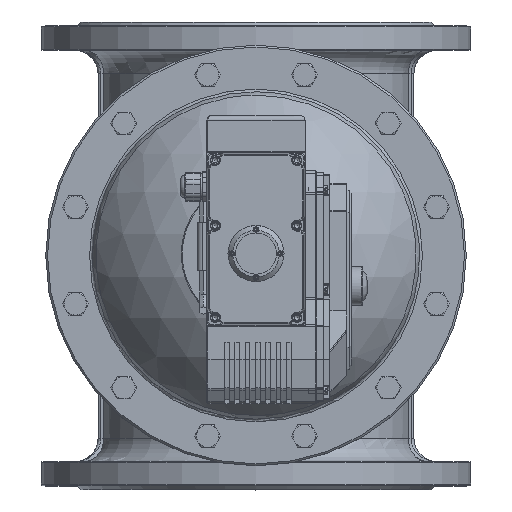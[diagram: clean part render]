
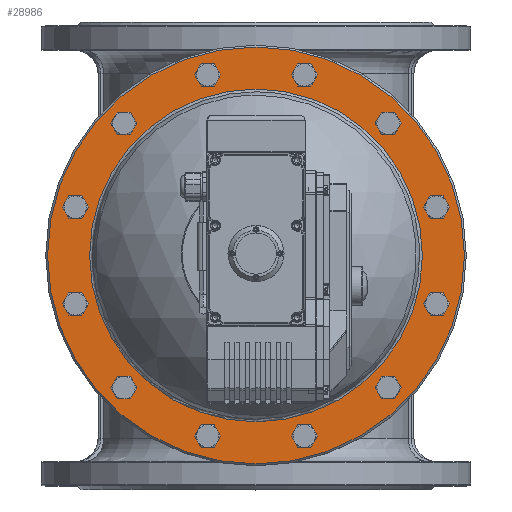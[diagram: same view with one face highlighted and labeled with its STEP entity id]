
A CAD part, top view. The second image highlights one B-rep face of the part: STEP entity #28986.
In plain terms, the highlighted face is planar.
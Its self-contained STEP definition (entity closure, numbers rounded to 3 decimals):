
#6165=FACE_BOUND('',#9094,.T.);
#6166=FACE_BOUND('',#9095,.T.);
#6167=FACE_BOUND('',#9096,.T.);
#6168=FACE_BOUND('',#9097,.T.);
#6169=FACE_BOUND('',#9098,.T.);
#6170=FACE_BOUND('',#9099,.T.);
#6171=FACE_BOUND('',#9100,.T.);
#6172=FACE_BOUND('',#9101,.T.);
#6173=FACE_BOUND('',#9102,.T.);
#6174=FACE_BOUND('',#9103,.T.);
#6175=FACE_BOUND('',#9104,.T.);
#6176=FACE_BOUND('',#9105,.T.);
#6177=FACE_BOUND('',#9106,.T.);
#7448=FACE_OUTER_BOUND('',#9093,.T.);
#9093=EDGE_LOOP('',(#23723));
#9094=EDGE_LOOP('',(#23724));
#9095=EDGE_LOOP('',(#23725));
#9096=EDGE_LOOP('',(#23726));
#9097=EDGE_LOOP('',(#23727));
#9098=EDGE_LOOP('',(#23728));
#9099=EDGE_LOOP('',(#23729));
#9100=EDGE_LOOP('',(#23730));
#9101=EDGE_LOOP('',(#23731));
#9102=EDGE_LOOP('',(#23732));
#9103=EDGE_LOOP('',(#23733));
#9104=EDGE_LOOP('',(#23734));
#9105=EDGE_LOOP('',(#23735));
#9106=EDGE_LOOP('',(#23736));
#10520=CIRCLE('',#31700,178.);
#10522=CIRCLE('',#31703,223.);
#10523=CIRCLE('',#31704,10.);
#10524=CIRCLE('',#31705,10.);
#10525=CIRCLE('',#31706,10.);
#10526=CIRCLE('',#31707,10.);
#10527=CIRCLE('',#31708,10.);
#10528=CIRCLE('',#31709,10.);
#10529=CIRCLE('',#31710,10.);
#10530=CIRCLE('',#31711,10.);
#10531=CIRCLE('',#31712,10.);
#10532=CIRCLE('',#31713,10.);
#10533=CIRCLE('',#31714,10.);
#10534=CIRCLE('',#31715,10.);
#12923=VERTEX_POINT('',#51456);
#12924=VERTEX_POINT('',#51460);
#12925=VERTEX_POINT('',#51462);
#12926=VERTEX_POINT('',#51464);
#12927=VERTEX_POINT('',#51466);
#12928=VERTEX_POINT('',#51468);
#12929=VERTEX_POINT('',#51470);
#12930=VERTEX_POINT('',#51472);
#12931=VERTEX_POINT('',#51474);
#12932=VERTEX_POINT('',#51476);
#12933=VERTEX_POINT('',#51478);
#12934=VERTEX_POINT('',#51480);
#12935=VERTEX_POINT('',#51482);
#12936=VERTEX_POINT('',#51484);
#16614=EDGE_CURVE('',#12923,#12923,#10520,.T.);
#16616=EDGE_CURVE('',#12924,#12924,#10522,.T.);
#16617=EDGE_CURVE('',#12925,#12925,#10523,.T.);
#16618=EDGE_CURVE('',#12926,#12926,#10524,.T.);
#16619=EDGE_CURVE('',#12927,#12927,#10525,.T.);
#16620=EDGE_CURVE('',#12928,#12928,#10526,.T.);
#16621=EDGE_CURVE('',#12929,#12929,#10527,.T.);
#16622=EDGE_CURVE('',#12930,#12930,#10528,.T.);
#16623=EDGE_CURVE('',#12931,#12931,#10529,.T.);
#16624=EDGE_CURVE('',#12932,#12932,#10530,.T.);
#16625=EDGE_CURVE('',#12933,#12933,#10531,.T.);
#16626=EDGE_CURVE('',#12934,#12934,#10532,.T.);
#16627=EDGE_CURVE('',#12935,#12935,#10533,.T.);
#16628=EDGE_CURVE('',#12936,#12936,#10534,.T.);
#23723=ORIENTED_EDGE('',*,*,#16616,.F.);
#23724=ORIENTED_EDGE('',*,*,#16617,.T.);
#23725=ORIENTED_EDGE('',*,*,#16618,.T.);
#23726=ORIENTED_EDGE('',*,*,#16619,.T.);
#23727=ORIENTED_EDGE('',*,*,#16620,.T.);
#23728=ORIENTED_EDGE('',*,*,#16621,.T.);
#23729=ORIENTED_EDGE('',*,*,#16622,.T.);
#23730=ORIENTED_EDGE('',*,*,#16623,.T.);
#23731=ORIENTED_EDGE('',*,*,#16624,.T.);
#23732=ORIENTED_EDGE('',*,*,#16625,.T.);
#23733=ORIENTED_EDGE('',*,*,#16626,.T.);
#23734=ORIENTED_EDGE('',*,*,#16627,.T.);
#23735=ORIENTED_EDGE('',*,*,#16628,.T.);
#23736=ORIENTED_EDGE('',*,*,#16614,.F.);
#26266=PLANE('',#31702);
#28986=ADVANCED_FACE('',(#7448,#6165,#6166,#6167,#6168,#6169,#6170,#6171,
#6172,#6173,#6174,#6175,#6176,#6177),#26266,.T.);
#31700=AXIS2_PLACEMENT_3D('',#51457,#38478,#38479);
#31702=AXIS2_PLACEMENT_3D('',#51459,#38482,#38483);
#31703=AXIS2_PLACEMENT_3D('',#51461,#38484,#38485);
#31704=AXIS2_PLACEMENT_3D('',#51463,#38486,#38487);
#31705=AXIS2_PLACEMENT_3D('',#51465,#38488,#38489);
#31706=AXIS2_PLACEMENT_3D('',#51467,#38490,#38491);
#31707=AXIS2_PLACEMENT_3D('',#51469,#38492,#38493);
#31708=AXIS2_PLACEMENT_3D('',#51471,#38494,#38495);
#31709=AXIS2_PLACEMENT_3D('',#51473,#38496,#38497);
#31710=AXIS2_PLACEMENT_3D('',#51475,#38498,#38499);
#31711=AXIS2_PLACEMENT_3D('',#51477,#38500,#38501);
#31712=AXIS2_PLACEMENT_3D('',#51479,#38502,#38503);
#31713=AXIS2_PLACEMENT_3D('',#51481,#38504,#38505);
#31714=AXIS2_PLACEMENT_3D('',#51483,#38506,#38507);
#31715=AXIS2_PLACEMENT_3D('',#51485,#38508,#38509);
#38478=DIRECTION('center_axis',(0.,1.,0.));
#38479=DIRECTION('ref_axis',(0.,0.,
-1.));
#38482=DIRECTION('center_axis',(0.,1.,0.));
#38483=DIRECTION('ref_axis',(0.,0.,1.));
#38484=DIRECTION('center_axis',(0.,-1.,0.));
#38485=DIRECTION('ref_axis',(-1.,0.,0.));
#38486=DIRECTION('center_axis',(0.,-1.,0.));
#38487=DIRECTION('ref_axis',(-1.,0.,0.));
#38488=DIRECTION('center_axis',(0.,-1.,0.));
#38489=DIRECTION('ref_axis',(-1.,0.,0.));
#38490=DIRECTION('center_axis',(0.,-1.,0.));
#38491=DIRECTION('ref_axis',(-1.,0.,0.));
#38492=DIRECTION('center_axis',(0.,-1.,0.));
#38493=DIRECTION('ref_axis',(-1.,0.,0.));
#38494=DIRECTION('center_axis',(0.,-1.,0.));
#38495=DIRECTION('ref_axis',(-1.,0.,0.));
#38496=DIRECTION('center_axis',(0.,-1.,0.));
#38497=DIRECTION('ref_axis',(-1.,0.,0.));
#38498=DIRECTION('center_axis',(0.,-1.,0.));
#38499=DIRECTION('ref_axis',(-1.,0.,0.));
#38500=DIRECTION('center_axis',(0.,-1.,0.));
#38501=DIRECTION('ref_axis',(-1.,0.,0.));
#38502=DIRECTION('center_axis',(0.,-1.,0.));
#38503=DIRECTION('ref_axis',(-1.,0.,0.));
#38504=DIRECTION('center_axis',(0.,-1.,0.));
#38505=DIRECTION('ref_axis',(-1.,0.,0.));
#38506=DIRECTION('center_axis',(0.,-1.,0.));
#38507=DIRECTION('ref_axis',(-1.,0.,0.));
#38508=DIRECTION('center_axis',(0.,-1.,0.));
#38509=DIRECTION('ref_axis',(-1.,0.,0.));
#51456=CARTESIAN_POINT('',(0.,325.5,428.));
#51457=CARTESIAN_POINT('Origin',(0.,325.5,250.));
#51459=CARTESIAN_POINT('Origin',(0.,325.5,250.));
#51460=CARTESIAN_POINT('',(223.,325.5,250.));
#51461=CARTESIAN_POINT('Origin',(0.,325.5,250.));
#51462=CARTESIAN_POINT('',(-131.421,325.5,108.579));
#51463=CARTESIAN_POINT('Origin',(-141.421,325.5,108.579));
#51464=CARTESIAN_POINT('',(-41.764,325.5,56.815));
#51465=CARTESIAN_POINT('Origin',(-51.764,325.5,56.815));
#51466=CARTESIAN_POINT('',(61.764,325.5,56.815));
#51467=CARTESIAN_POINT('Origin',(51.764,325.5,56.815));
#51468=CARTESIAN_POINT('',(151.421,325.5,108.579));
#51469=CARTESIAN_POINT('Origin',(141.421,325.5,108.579));
#51470=CARTESIAN_POINT('',(203.185,325.5,198.236));
#51471=CARTESIAN_POINT('Origin',(193.185,325.5,198.236));
#51472=CARTESIAN_POINT('',(203.185,325.5,301.764));
#51473=CARTESIAN_POINT('Origin',(193.185,325.5,301.764));
#51474=CARTESIAN_POINT('',(61.764,325.5,443.185));
#51475=CARTESIAN_POINT('Origin',(51.764,325.5,443.185));
#51476=CARTESIAN_POINT('',(151.421,325.5,391.421));
#51477=CARTESIAN_POINT('Origin',(141.421,325.5,391.421));
#51478=CARTESIAN_POINT('',(-183.185,325.5,198.236));
#51479=CARTESIAN_POINT('Origin',(-193.185,325.5,198.236));
#51480=CARTESIAN_POINT('',(-183.185,325.5,301.764));
#51481=CARTESIAN_POINT('Origin',(-193.185,325.5,301.764));
#51482=CARTESIAN_POINT('',(-131.421,325.5,391.421));
#51483=CARTESIAN_POINT('Origin',(-141.421,325.5,391.421));
#51484=CARTESIAN_POINT('',(-41.764,325.5,443.185));
#51485=CARTESIAN_POINT('Origin',(-51.764,325.5,443.185));
